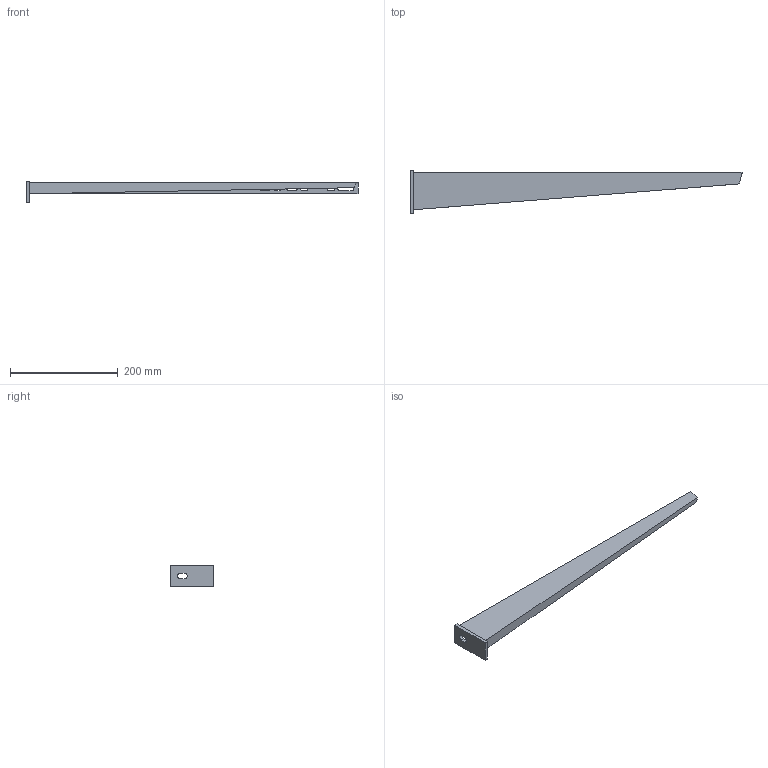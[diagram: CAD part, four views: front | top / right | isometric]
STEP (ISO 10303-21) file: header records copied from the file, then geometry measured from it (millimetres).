
FILE_DESCRIPTION (( 'STEP AP214' ), '1' );
FILE_NAME ('6420826.stp', '2020-09-21T10:18:15', ( '' ), ( '' ), 'SwSTEP 2.0', 'SolidWorks 2020', '' );
FILE_SCHEMA (( 'AUTOMOTIVE_DESIGN' ));
Length unit declared in the file: millimetre
Products named in the file (3): KTS 04.019-061_Standard; KTS 04.020-031_80x40x6; 6420826
Assembly tree (2 placements, depth 2):
  6420826
    KTS 04.020-031_80x40x6
    KTS 04.019-061_Standard
Bounding box: 616 x 80 x 40 mm (x, y, z)
Volume: 107936.7 mm3; surface area: 101550.2 mm2
Topology: 2 solids, 2 shells, 100 faces, 290 edges, 194 vertices
Faces by surface type: plane 52, cylinder 44, bspline 4
Entity records: 3588 total; most frequent: CARTESIAN_POINT 743, ORIENTED_EDGE 580, DIRECTION 559, EDGE_CURVE 290, VERTEX_POINT 194, AXIS2_PLACEMENT_3D 189, VECTOR 181, LINE 181
